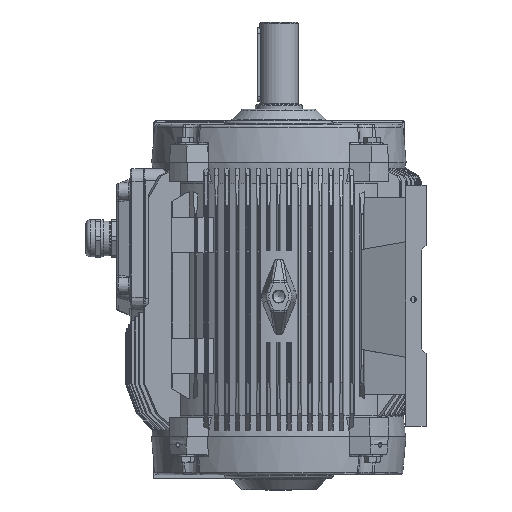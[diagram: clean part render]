
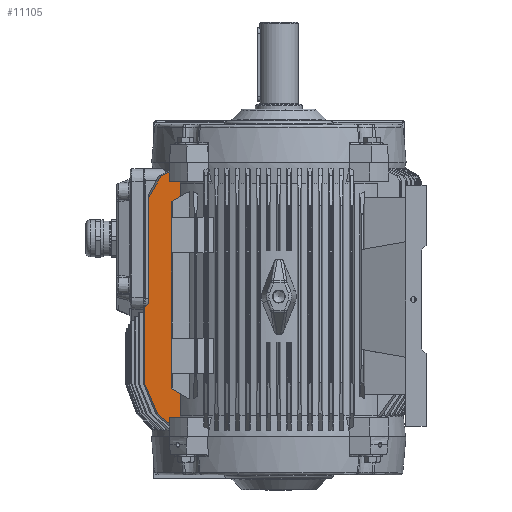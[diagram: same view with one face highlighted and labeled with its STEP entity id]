
A CAD part, left-side view. The second image highlights one B-rep face of the part: STEP entity #11105.
In plain terms, the highlighted planar face has unit normal (-0.999, 0.035, 0).
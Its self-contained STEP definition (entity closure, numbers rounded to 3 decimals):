
#752=(
BOUNDED_CURVE()
B_SPLINE_CURVE(2,(#96133,#96134,#96135),.UNSPECIFIED.,.F.,.F.)
B_SPLINE_CURVE_WITH_KNOTS((3,3),(0.,1.),.UNSPECIFIED.)
CURVE()
GEOMETRIC_REPRESENTATION_ITEM()
RATIONAL_B_SPLINE_CURVE((1.005,1.003,1.))
REPRESENTATION_ITEM('')
);
#753=(
BOUNDED_CURVE()
B_SPLINE_CURVE(2,(#96137,#96138,#96139),.UNSPECIFIED.,.F.,.F.)
B_SPLINE_CURVE_WITH_KNOTS((3,3),(0.,1.),.UNSPECIFIED.)
CURVE()
GEOMETRIC_REPRESENTATION_ITEM()
RATIONAL_B_SPLINE_CURVE((1.,1.002,1.002))
REPRESENTATION_ITEM('')
);
#754=(
BOUNDED_CURVE()
B_SPLINE_CURVE(2,(#96149,#96150,#96151),.UNSPECIFIED.,.F.,.F.)
B_SPLINE_CURVE_WITH_KNOTS((3,3),(0.,1.),.UNSPECIFIED.)
CURVE()
GEOMETRIC_REPRESENTATION_ITEM()
RATIONAL_B_SPLINE_CURVE((1.,1.001,1.))
REPRESENTATION_ITEM('')
);
#755=(
BOUNDED_CURVE()
B_SPLINE_CURVE(2,(#96153,#96154,#96155),.UNSPECIFIED.,.F.,.F.)
B_SPLINE_CURVE_WITH_KNOTS((3,3),(0.,1.),.UNSPECIFIED.)
CURVE()
GEOMETRIC_REPRESENTATION_ITEM()
RATIONAL_B_SPLINE_CURVE((1.,1.002,1.002))
REPRESENTATION_ITEM('')
);
#4335=LINE('',#89454,#7019);
#4418=LINE('',#89687,#7102);
#4955=LINE('',#96119,#7639);
#4959=LINE('',#96141,#7643);
#4960=LINE('',#96143,#7644);
#4961=LINE('',#96145,#7645);
#4962=LINE('',#96147,#7646);
#4963=LINE('',#96157,#7647);
#4964=LINE('',#96159,#7648);
#7019=VECTOR('',#53905,1.);
#7102=VECTOR('',#54096,1.);
#7639=VECTOR('',#56169,1.);
#7643=VECTOR('',#56175,1.);
#7644=VECTOR('',#56176,1.);
#7645=VECTOR('',#56177,1.);
#7646=VECTOR('',#56178,1.);
#7647=VECTOR('',#56179,1.);
#7648=VECTOR('',#56180,1.);
#9209=PLANE('',#47019);
#11105=ADVANCED_FACE('',(#13346),#9209,.T.);
#13346=FACE_OUTER_BOUND('',#15688,.T.);
#15688=EDGE_LOOP('',(#27903,#27904,#27905,#27906,#27907,#27908,#27909,#27910,
#27911,#27912,#27913,#27914,#27915,#27916,#27917));
#27903=ORIENTED_EDGE('',*,*,#38843,.F.);
#27904=ORIENTED_EDGE('',*,*,#38847,.F.);
#27905=ORIENTED_EDGE('',*,*,#40631,.F.);
#27906=ORIENTED_EDGE('',*,*,#38958,.F.);
#27907=ORIENTED_EDGE('',*,*,#40626,.F.);
#27908=ORIENTED_EDGE('',*,*,#40632,.T.);
#27909=ORIENTED_EDGE('',*,*,#40633,.T.);
#27910=ORIENTED_EDGE('',*,*,#40634,.T.);
#27911=ORIENTED_EDGE('',*,*,#40635,.T.);
#27912=ORIENTED_EDGE('',*,*,#40636,.T.);
#27913=ORIENTED_EDGE('',*,*,#40637,.T.);
#27914=ORIENTED_EDGE('',*,*,#40638,.T.);
#27915=ORIENTED_EDGE('',*,*,#40639,.T.);
#27916=ORIENTED_EDGE('',*,*,#40640,.F.);
#27917=ORIENTED_EDGE('',*,*,#40641,.F.);
#33116=VERTEX_POINT('',#89443);
#33117=VERTEX_POINT('',#89447);
#33119=VERTEX_POINT('',#89453);
#33197=VERTEX_POINT('',#89686);
#33198=VERTEX_POINT('',#89688);
#34391=VERTEX_POINT('',#96120);
#34394=VERTEX_POINT('',#96136);
#34395=VERTEX_POINT('',#96140);
#34396=VERTEX_POINT('',#96142);
#34397=VERTEX_POINT('',#96144);
#34398=VERTEX_POINT('',#96146);
#34399=VERTEX_POINT('',#96148);
#34400=VERTEX_POINT('',#96152);
#34401=VERTEX_POINT('',#96156);
#34402=VERTEX_POINT('',#96158);
#38843=EDGE_CURVE('',#33116,#33117,#42874,.T.);
#38847=EDGE_CURVE('',#33119,#33116,#4335,.T.);
#38958=EDGE_CURVE('',#33197,#33198,#4418,.T.);
#40626=EDGE_CURVE('',#34391,#33197,#4955,.T.);
#40631=EDGE_CURVE('',#33198,#33119,#43396,.T.);
#40632=EDGE_CURVE('',#34391,#34394,#752,.T.);
#40633=EDGE_CURVE('',#34394,#34395,#753,.T.);
#40634=EDGE_CURVE('',#34395,#34396,#4959,.T.);
#40635=EDGE_CURVE('',#34396,#34397,#4960,.T.);
#40636=EDGE_CURVE('',#34397,#34398,#4961,.T.);
#40637=EDGE_CURVE('',#34398,#34399,#4962,.T.);
#40638=EDGE_CURVE('',#34399,#34400,#754,.T.);
#40639=EDGE_CURVE('',#34400,#34401,#755,.T.);
#40640=EDGE_CURVE('',#34402,#34401,#4963,.T.);
#40641=EDGE_CURVE('',#33117,#34402,#4964,.T.);
#42874=B_SPLINE_CURVE_WITH_KNOTS('',2,(#89444,#89445,#89446),
 .UNSPECIFIED.,.F.,.F.,(3,3),(0.,1.),.UNSPECIFIED.);
#43396=B_SPLINE_CURVE_WITH_KNOTS('',2,(#96130,#96131,#96132),
 .UNSPECIFIED.,.F.,.F.,(3,3),(0.,1.),.UNSPECIFIED.);
#47019=AXIS2_PLACEMENT_3D('',#96160,#56181,#56182);
#53905=DIRECTION('',(0.,0.,-1.));
#54096=DIRECTION('',(-0.035,-0.999,0.));
#56169=DIRECTION('',(0.,0.,-1.));
#56175=DIRECTION('',(0.,0.,-1.));
#56176=DIRECTION('',(0.024,0.681,-0.732));
#56177=DIRECTION('',(0.,0.,-1.));
#56178=DIRECTION('',(0.,0.,-1.));
#56179=DIRECTION('',(0.,0.,-1.));
#56180=DIRECTION('',(0.035,0.999,0.));
#56181=DIRECTION('',(-0.999,0.035,0.));
#56182=DIRECTION('',(-0.035,-0.999,0.));
#89443=CARTESIAN_POINT('',(-127.876,167.836,-528.664));
#89444=CARTESIAN_POINT('',(-127.876,167.836,-528.664));
#89445=CARTESIAN_POINT('',(-127.867,168.089,-530.155));
#89446=CARTESIAN_POINT('',(-127.858,168.343,-531.65));
#89447=CARTESIAN_POINT('',(-127.858,168.343,-531.65));
#89453=CARTESIAN_POINT('',(-127.876,167.836,-133.629));
#89454=CARTESIAN_POINT('',(-127.876,167.836,-133.629));
#89686=CARTESIAN_POINT('',(-127.443,180.237,-130.65));
#89687=CARTESIAN_POINT('',(-127.443,180.237,-130.65));
#89688=CARTESIAN_POINT('',(-127.858,168.342,-130.65));
#96119=CARTESIAN_POINT('',(-127.443,180.237,-111.775));
#96120=CARTESIAN_POINT('',(-127.443,180.237,-111.775));
#96130=CARTESIAN_POINT('',(-127.858,168.342,-130.65));
#96131=CARTESIAN_POINT('',(-127.867,168.088,-132.142));
#96132=CARTESIAN_POINT('',(-127.876,167.836,-133.629));
#96133=CARTESIAN_POINT('',(-127.443,180.237,-111.775));
#96134=CARTESIAN_POINT('',(-127.112,189.709,-116.13));
#96135=CARTESIAN_POINT('',(-126.757,199.865,-120.971));
#96136=CARTESIAN_POINT('',(-126.757,199.865,-120.971));
#96137=CARTESIAN_POINT('',(-126.757,199.865,-120.971));
#96138=CARTESIAN_POINT('',(-126.402,210.051,-138.657));
#96139=CARTESIAN_POINT('',(-126.019,221.002,-158.259));
#96140=CARTESIAN_POINT('',(-126.019,221.002,-158.259));
#96141=CARTESIAN_POINT('',(-126.019,221.002,-158.259));
#96142=CARTESIAN_POINT('',(-126.019,220.998,-337.543));
#96143=CARTESIAN_POINT('',(-126.019,220.998,-337.543));
#96144=CARTESIAN_POINT('',(-125.77,228.141,-345.222));
#96145=CARTESIAN_POINT('',(-125.77,228.141,-345.222));
#96146=CARTESIAN_POINT('',(-125.77,228.141,-348.259));
#96147=CARTESIAN_POINT('',(-125.77,228.141,-348.259));
#96148=CARTESIAN_POINT('',(-125.77,228.141,-473.412));
#96149=CARTESIAN_POINT('',(-125.77,228.141,-473.412));
#96150=CARTESIAN_POINT('',(-126.171,216.65,-500.761));
#96151=CARTESIAN_POINT('',(-126.543,205.987,-525.399));
#96152=CARTESIAN_POINT('',(-126.543,205.987,-525.399));
#96153=CARTESIAN_POINT('',(-126.543,205.987,-525.399));
#96154=CARTESIAN_POINT('',(-127.014,192.527,-536.621));
#96155=CARTESIAN_POINT('',(-127.443,180.237,-546.408));
#96156=CARTESIAN_POINT('',(-127.443,180.237,-546.408));
#96157=CARTESIAN_POINT('',(-127.443,180.237,-531.65));
#96158=CARTESIAN_POINT('',(-127.443,180.237,-531.65));
#96159=CARTESIAN_POINT('',(-127.858,168.343,-531.65));
#96160=CARTESIAN_POINT('',(-125.559,234.171,-611.4));
